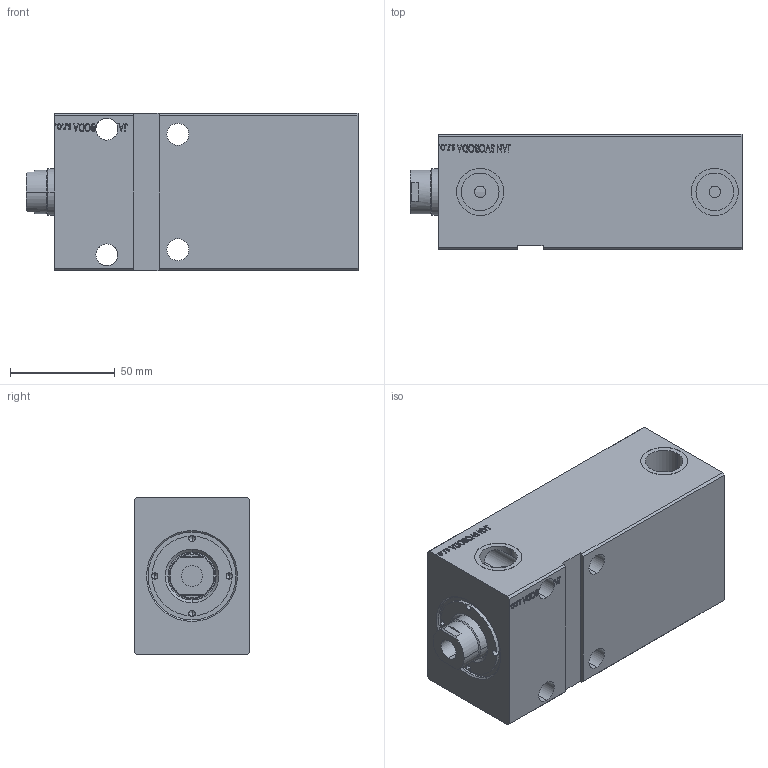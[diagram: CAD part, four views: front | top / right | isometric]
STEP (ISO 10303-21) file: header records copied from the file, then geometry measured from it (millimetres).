
FILE_DESCRIPTION (( 'STEP AP203' ), '1' );
FILE_NAME ('0ebd.STEP', '2020-09-19T13:45:00', ( '' ), ( '' ), 'SwSTEP 2.0', 'SolidWorks 2019', '' );
FILE_SCHEMA (( 'CONFIG_CONTROL_DESIGN' ));
Length unit declared in the file: millimetre
Products named in the file (4): 0ebd; V500CZ_VCP_E 8a11d99c63d041f58298053cee1feb29; V500CZ_VC_vysunovaci_E 8a11d99c63d041f58298053cee1feb29; V500CZ_E 8a11d99c63d041f58298053cee1feb29
Assembly tree (3 placements, depth 2):
  0ebd
    V500CZ_E 8a11d99c63d041f58298053cee1feb29
    V500CZ_VC_vysunovaci_E 8a11d99c63d041f58298053cee1feb29
    V500CZ_VCP_E 8a11d99c63d041f58298053cee1feb29
Bounding box: 158.5 x 55 x 75 mm (x, y, z)
Volume: 534660.6 mm3; surface area: 82978.6 mm2
Topology: 3 solids, 3 shells, 800 faces, 2077 edges, 1374 vertices
Faces by surface type: plane 381, bspline 338, cylinder 67, cone 14
Entity records: 40278 total; most frequent: CARTESIAN_POINT 22488, ORIENTED_EDGE 4138, DIRECTION 2463, EDGE_CURVE 2069, VERTEX_POINT 1374, LINE 1219, VECTOR 1219, EDGE_LOOP 917
